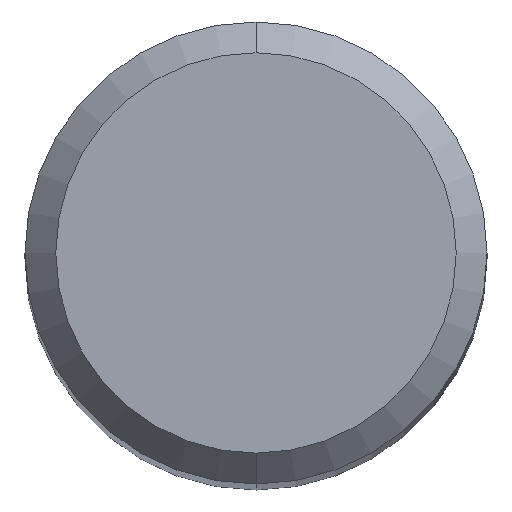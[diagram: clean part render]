
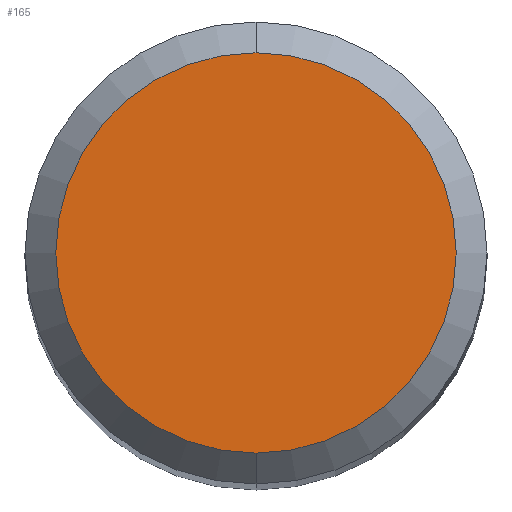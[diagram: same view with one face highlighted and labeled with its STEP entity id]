
A CAD part, top view. The second image highlights one B-rep face of the part: STEP entity #165.
In plain terms, the highlighted planar face has unit normal (0, 0, 1).
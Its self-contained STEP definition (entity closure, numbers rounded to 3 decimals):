
#145=EDGE_CURVE('',#181,#189,#301,.T.);
#165=ADVANCED_FACE('',(#324),#325,.T.);
#181=VERTEX_POINT('',#344);
#183=EDGE_CURVE('',#189,#181,#346,.T.);
#189=VERTEX_POINT('',#354);
#301=CIRCLE('',#481,2.6);
#324=FACE_OUTER_BOUND('',#512,.T.);
#325=PLANE('',#513);
#344=CARTESIAN_POINT('',(0.,-2.6,0.0));
#346=CIRCLE('',#539,2.6);
#354=CARTESIAN_POINT('',(0.0,2.6,0.0));
#481=AXIS2_PLACEMENT_3D('',#656,#657,#658);
#512=EDGE_LOOP('',(#693,#694));
#513=AXIS2_PLACEMENT_3D('',#695,#696,#697);
#539=AXIS2_PLACEMENT_3D('',#727,#728,#729);
#656=CARTESIAN_POINT('',(0.0,0.0,0.0));
#657=DIRECTION('',(0.0,0.0,-1.0));
#658=DIRECTION('',(0.0,1.0,0.0));
#693=ORIENTED_EDGE('',*,*,#183,.F.);
#694=ORIENTED_EDGE('',*,*,#145,.F.);
#695=CARTESIAN_POINT('',(0.0,1.3,0.0));
#696=DIRECTION('',(-0.0,0.0,1.0));
#697=DIRECTION('',(0.0,-1.0,0.0));
#727=CARTESIAN_POINT('',(0.0,0.0,0.0));
#728=DIRECTION('',(0.0,0.0,-1.0));
#729=DIRECTION('',(0.0,1.0,0.0));
